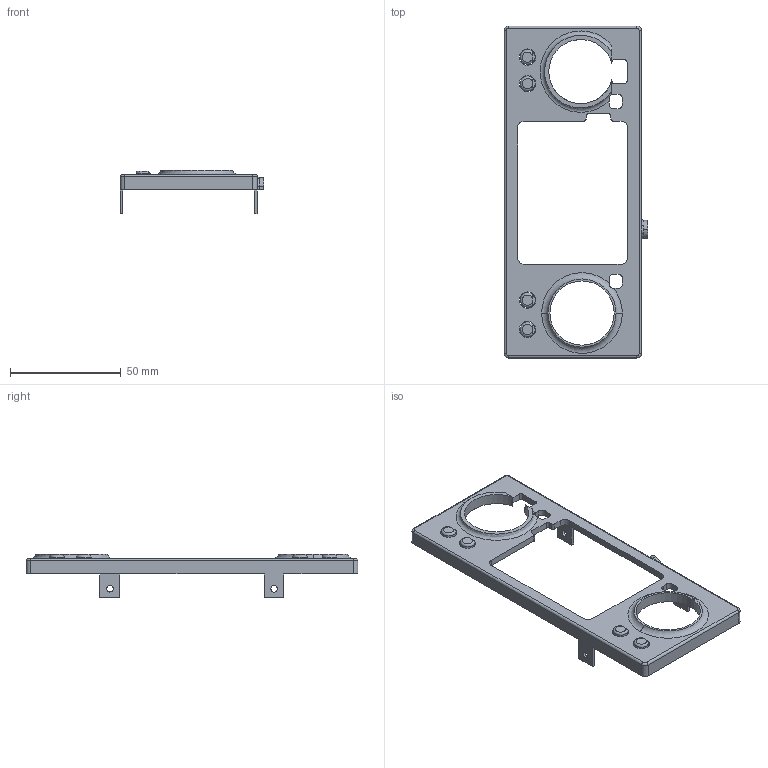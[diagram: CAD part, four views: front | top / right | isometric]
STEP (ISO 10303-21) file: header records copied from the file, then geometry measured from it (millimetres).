
FILE_DESCRIPTION (( 'STEP AP214' ), '1' );
FILE_NAME ('奻裔 - 鬥.STEP', '2025-03-25T21:53:44', ( '' ), ( '' ), 'SwSTEP 2.0', 'SolidWorks 2020', '' );
FILE_SCHEMA (( 'AUTOMOTIVE_DESIGN' ));
Length unit declared in the file: millimetre
Products named in the file (1): 奻裔 - 鬥
Bounding box: 64.99 x 150.01 x 19.82 mm (x, y, z)
Volume: 17545.3 mm3; surface area: 16610.6 mm2
Topology: 1 solids, 1 shells, 200 faces, 573 edges, 378 vertices
Faces by surface type: plane 117, cylinder 69, torus 13, bspline 1
Entity records: 6849 total; most frequent: CARTESIAN_POINT 1415, ORIENTED_EDGE 1146, DIRECTION 1134, EDGE_CURVE 573, AXIS2_PLACEMENT_3D 387, VERTEX_POINT 378, LINE 360, VECTOR 360
